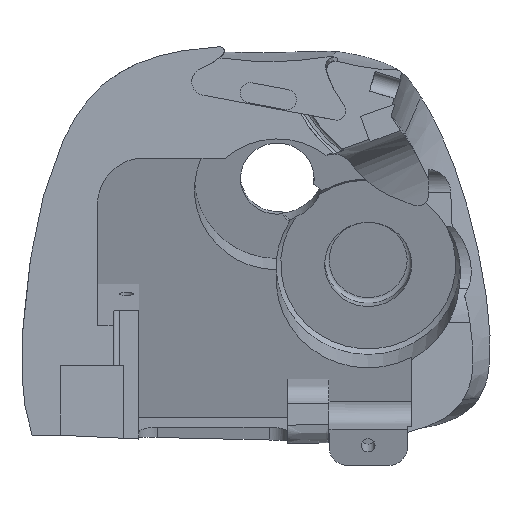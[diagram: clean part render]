
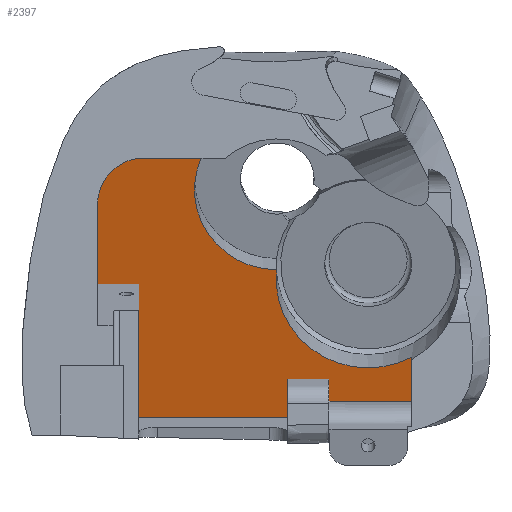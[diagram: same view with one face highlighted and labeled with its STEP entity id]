
A CAD part, left-side view. The second image highlights one B-rep face of the part: STEP entity #2397.
In plain terms, the highlighted planar face has unit normal (-0.966, 0, -0.259).
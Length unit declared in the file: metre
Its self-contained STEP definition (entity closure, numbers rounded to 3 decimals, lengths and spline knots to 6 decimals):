
#48=PLANE('',#2583);
#99=CIRCLE('',#2459,0.01);
#117=CIRCLE('',#2494,0.005);
#118=CIRCLE('',#2496,0.009);
#266=FACE_OUTER_BOUND('',#399,.T.);
#399=EDGE_LOOP('',(#2009,#2010,#2011,#2012,#2013,#2014,#2015,#2016,#2017,
#2018,#2019));
#653=LINE('',#4123,#801);
#667=LINE('',#5295,#815);
#669=LINE('',#5299,#817);
#683=LINE('',#6159,#831);
#692=LINE('',#6186,#840);
#697=LINE('',#6196,#845);
#719=LINE('',#6495,#867);
#722=LINE('',#6506,#870);
#801=VECTOR('',#2823,0.01);
#815=VECTOR('',#2875,0.01);
#817=VECTOR('',#2879,0.01);
#831=VECTOR('',#2911,0.01);
#840=VECTOR('',#2928,0.01);
#845=VECTOR('',#2937,0.01);
#867=VECTOR('',#2987,0.01);
#870=VECTOR('',#2994,0.01);
#915=VERTEX_POINT('',#3382);
#916=VERTEX_POINT('',#3384);
#973=VERTEX_POINT('',#3843);
#974=VERTEX_POINT('',#3845);
#975=VERTEX_POINT('',#3849);
#1021=VERTEX_POINT('',#4122);
#1064=VERTEX_POINT('',#5294);
#1065=VERTEX_POINT('',#5298);
#1095=VERTEX_POINT('',#6183);
#1096=VERTEX_POINT('',#6185);
#1116=VERTEX_POINT('',#6494);
#1167=EDGE_CURVE('',#915,#916,#99,.T.);
#1232=EDGE_CURVE('',#974,#973,#117,.T.);
#1234=EDGE_CURVE('',#975,#915,#118,.T.);
#1294=EDGE_CURVE('',#1021,#916,#653,.T.);
#1358=EDGE_CURVE('',#1021,#1064,#667,.T.);
#1360=EDGE_CURVE('',#1064,#1065,#669,.T.);
#1402=EDGE_CURVE('',#975,#974,#683,.T.);
#1412=EDGE_CURVE('',#1096,#1095,#692,.T.);
#1418=EDGE_CURVE('',#973,#1096,#697,.T.);
#1450=EDGE_CURVE('',#1116,#1065,#719,.T.);
#1454=EDGE_CURVE('',#1116,#1095,#722,.F.);
#2009=ORIENTED_EDGE('',*,*,#1454,.F.);
#2010=ORIENTED_EDGE('',*,*,#1450,.T.);
#2011=ORIENTED_EDGE('',*,*,#1360,.F.);
#2012=ORIENTED_EDGE('',*,*,#1358,.F.);
#2013=ORIENTED_EDGE('',*,*,#1294,.T.);
#2014=ORIENTED_EDGE('',*,*,#1167,.F.);
#2015=ORIENTED_EDGE('',*,*,#1234,.F.);
#2016=ORIENTED_EDGE('',*,*,#1402,.T.);
#2017=ORIENTED_EDGE('',*,*,#1232,.T.);
#2018=ORIENTED_EDGE('',*,*,#1418,.T.);
#2019=ORIENTED_EDGE('',*,*,#1412,.T.);
#2397=ADVANCED_FACE('',(#266),#48,.F.);
#2459=AXIS2_PLACEMENT_3D('',#3385,#2630,#2631);
#2494=AXIS2_PLACEMENT_3D('',#3846,#2721,#2722);
#2496=AXIS2_PLACEMENT_3D('',#3850,#2726,#2727);
#2583=AXIS2_PLACEMENT_3D('',#6505,#2992,#2993);
#2630=DIRECTION('center_axis',(-0.966,0.,-0.259));
#2631=DIRECTION('ref_axis',(0.,-1.,0.));
#2721=DIRECTION('center_axis',(-0.966,0.,-0.259));
#2722=DIRECTION('ref_axis',(0.,1.,0.));
#2726=DIRECTION('center_axis',(-0.966,0.,-0.259));
#2727=DIRECTION('ref_axis',(0.,1.,0.));
#2823=DIRECTION('',(-0.259,0.,0.966));
#2875=DIRECTION('',(0.,1.,0.));
#2879=DIRECTION('',(0.259,0.,-0.966));
#2911=DIRECTION('',(0.,1.,0.));
#2928=DIRECTION('',(0.,-1.,0.));
#2937=DIRECTION('',(0.259,0.,-0.966));
#2987=DIRECTION('',(0.,-1.,0.));
#2992=DIRECTION('center_axis',(0.966,0.,0.259));
#2993=DIRECTION('ref_axis',(0.,-1.,0.));
#2994=DIRECTION('',(0.259,0.,-0.966));
#3382=CARTESIAN_POINT('',(0.016476,0.001809,-0.006426));
#3384=CARTESIAN_POINT('',(0.019018,-0.012888,-0.015919));
#3385=CARTESIAN_POINT('Origin',(0.016741,-0.008138,
-0.007418));
#3843=CARTESIAN_POINT('',(0.013632,0.021268,0.004192));
#3845=CARTESIAN_POINT('',(0.012337,0.016268,0.009022));
#3846=CARTESIAN_POINT('Origin',(0.013631,0.016268,0.004192));
#3849=CARTESIAN_POINT('',(0.012337,0.007393,0.009022));
#3850=CARTESIAN_POINT('Origin',(0.014146,0.001727,
0.002267));
#4122=CARTESIAN_POINT('',(0.020306,-0.012888,-0.020726));
#4123=CARTESIAN_POINT('',(0.017676,-0.012888,-0.01091));
#5294=CARTESIAN_POINT('',(0.020307,-0.003881,-0.020726));
#5295=CARTESIAN_POINT('',(0.020307,-0.00826,-0.020726));
#5298=CARTESIAN_POINT('',(0.020774,-0.003881,-0.022468));
#5299=CARTESIAN_POINT('',(0.019463,-0.003881,-0.017575));
#6159=CARTESIAN_POINT('',(0.012337,0.016268,0.009022));
#6183=CARTESIAN_POINT('',(0.016892,0.016768,-0.007978));
#6185=CARTESIAN_POINT('',(0.016893,0.021268,-0.007978));
#6186=CARTESIAN_POINT('',(0.016892,0.007568,-0.007979));
#6196=CARTESIAN_POINT('',(0.018368,0.021268,-0.013484));
#6494=CARTESIAN_POINT('',(0.020775,0.016768,-0.022467));
#6495=CARTESIAN_POINT('',(0.020775,0.016268,-0.022467));
#6505=CARTESIAN_POINT('Origin',(0.019842,-0.003632,
-0.01899));
#6506=CARTESIAN_POINT('',(0.019843,0.016768,-0.01899));
